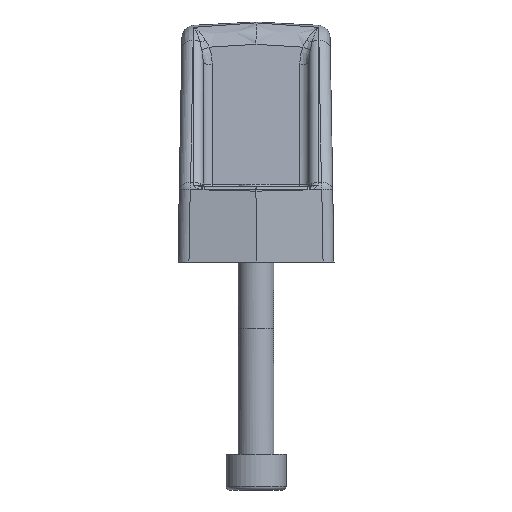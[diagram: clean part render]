
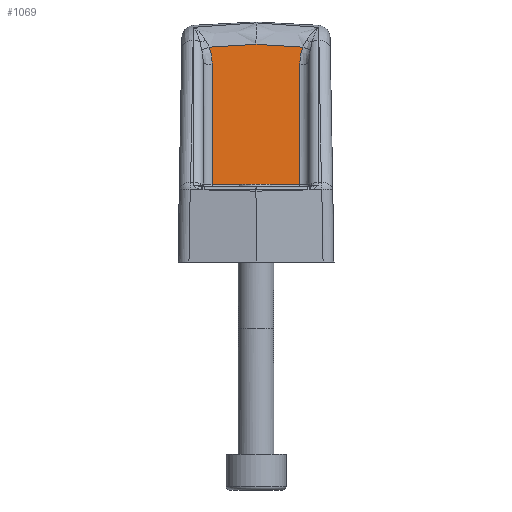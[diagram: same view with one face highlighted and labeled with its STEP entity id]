
A CAD part, left-side view. The second image highlights one B-rep face of the part: STEP entity #1069.
In plain terms, the highlighted face is planar.
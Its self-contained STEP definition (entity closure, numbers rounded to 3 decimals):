
#1069=ADVANCED_FACE('',(#1333),#1334,.F.);
#1333=FACE_OUTER_BOUND('',#1966,.T.);
#1334=PLANE('',#1967);
#1966=EDGE_LOOP('',(#3792,#3793,#3794,#3795,#3796,#3797,#3798));
#1967=AXIS2_PLACEMENT_3D('',#3799,#3800,#3801);
#3792=ORIENTED_EDGE('',*,*,#4856,.F.);
#3793=ORIENTED_EDGE('',*,*,#4857,.F.);
#3794=ORIENTED_EDGE('',*,*,#4858,.F.);
#3795=ORIENTED_EDGE('',*,*,#4859,.F.);
#3796=ORIENTED_EDGE('',*,*,#4860,.F.);
#3797=ORIENTED_EDGE('',*,*,#4861,.F.);
#3798=ORIENTED_EDGE('',*,*,#4862,.F.);
#3799=CARTESIAN_POINT('',(-50.918,12.5,-8.8));
#3800=DIRECTION('',(0.996,-0.087,0.0));
#3801=DIRECTION('',(0.087,0.996,0.0));
#4856=EDGE_CURVE('',#5401,#5402,#5403,.F.);
#4857=EDGE_CURVE('',#5404,#5401,#5405,.T.);
#4858=EDGE_CURVE('',#5406,#5404,#5407,.T.);
#4859=EDGE_CURVE('',#5408,#5406,#5409,.T.);
#4860=EDGE_CURVE('',#5410,#5408,#5411,.T.);
#4861=EDGE_CURVE('',#5412,#5410,#5413,.T.);
#4862=EDGE_CURVE('',#5402,#5412,#5414,.F.);
#5401=VERTEX_POINT('',#6547);
#5402=VERTEX_POINT('',#6548);
#5403=LINE('',#6549,#6550);
#5404=VERTEX_POINT('',#6551);
#5405=B_SPLINE_CURVE_WITH_KNOTS('',3,(#6552,#6553,#6554,#6555),.UNSPECIFIED.,.F.,.F.,(4,4),(0.0,1.0),.UNSPECIFIED.);
#5406=VERTEX_POINT('',#6556);
#5407=(B_SPLINE_CURVE(3,(#6558,#6559,#6560,#6561),.UNSPECIFIED.,.F.,.F.)B_SPLINE_CURVE_WITH_KNOTS((4,4),(0.0,1.0),.UNSPECIFIED.)RATIONAL_B_SPLINE_CURVE((1.,1.,1.,1.))BOUNDED_CURVE()REPRESENTATION_ITEM('')GEOMETRIC_REPRESENTATION_ITEM()CURVE());
#5408=VERTEX_POINT('',#6568);
#5409=(B_SPLINE_CURVE(3,(#6570,#6571,#6572,#6573),.UNSPECIFIED.,.F.,.F.)B_SPLINE_CURVE_WITH_KNOTS((4,4),(0.0,1.0),.UNSPECIFIED.)RATIONAL_B_SPLINE_CURVE((1.,1.,1.,1.))BOUNDED_CURVE()REPRESENTATION_ITEM('')GEOMETRIC_REPRESENTATION_ITEM()CURVE());
#5410=VERTEX_POINT('',#6580);
#5411=B_SPLINE_CURVE_WITH_KNOTS('',3,(#6581,#6582,#6583,#6584),.UNSPECIFIED.,.F.,.F.,(4,4),(0.0,1.0),.UNSPECIFIED.);
#5412=VERTEX_POINT('',#6585);
#5413=LINE('',#6586,#6587);
#5414=LINE('',#6588,#6589);
#6547=CARTESIAN_POINT('',(-49.128,32.958,7.3));
#6548=CARTESIAN_POINT('',(-50.878,12.956,7.3));
#6549=CARTESIAN_POINT('',(-50.918,12.5,7.3));
#6550=VECTOR('',#7963,1.0);
#6551=CARTESIAN_POINT('',(-48.879,35.809,7.789));
#6552=CARTESIAN_POINT('',(-48.879,35.809,7.789));
#6553=CARTESIAN_POINT('',(-48.952,34.966,7.472));
#6554=CARTESIAN_POINT('',(-49.04,33.965,7.3));
#6555=CARTESIAN_POINT('',(-49.128,32.958,7.3));
#6556=CARTESIAN_POINT('',(-48.838,36.276,0.));
#6558=CARTESIAN_POINT('',(-48.838,36.276,0.));
#6559=CARTESIAN_POINT('',(-48.851,36.121,2.649));
#6560=CARTESIAN_POINT('',(-48.865,35.965,5.249));
#6561=CARTESIAN_POINT('',(-48.879,35.809,7.789));
#6568=CARTESIAN_POINT('',(-48.879,35.809,-7.789));
#6570=CARTESIAN_POINT('',(-48.879,35.809,-7.789));
#6571=CARTESIAN_POINT('',(-48.865,35.965,-5.249));
#6572=CARTESIAN_POINT('',(-48.851,36.121,-2.649));
#6573=CARTESIAN_POINT('',(-48.838,36.276,0.));
#6580=CARTESIAN_POINT('',(-49.128,32.958,-7.3));
#6581=CARTESIAN_POINT('',(-49.128,32.958,-7.3));
#6582=CARTESIAN_POINT('',(-49.04,33.965,-7.3));
#6583=CARTESIAN_POINT('',(-48.952,34.966,-7.472));
#6584=CARTESIAN_POINT('',(-48.879,35.809,-7.789));
#6585=CARTESIAN_POINT('',(-50.878,12.956,-7.3));
#6586=CARTESIAN_POINT('',(-50.918,12.5,-7.3));
#6587=VECTOR('',#7964,1.0);
#6588=CARTESIAN_POINT('',(-50.878,12.956,-8.8));
#6589=VECTOR('',#7965,1.0);
#7963=DIRECTION('',(0.087,0.996,0.0));
#7964=DIRECTION('',(0.087,0.996,0.0));
#7965=DIRECTION('',(0.0,0.0,1.0));
